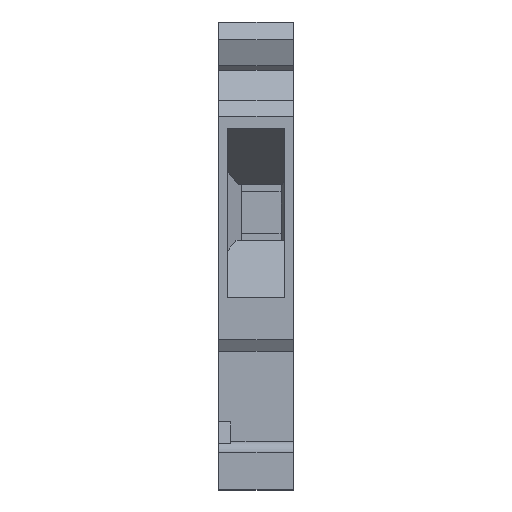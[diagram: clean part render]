
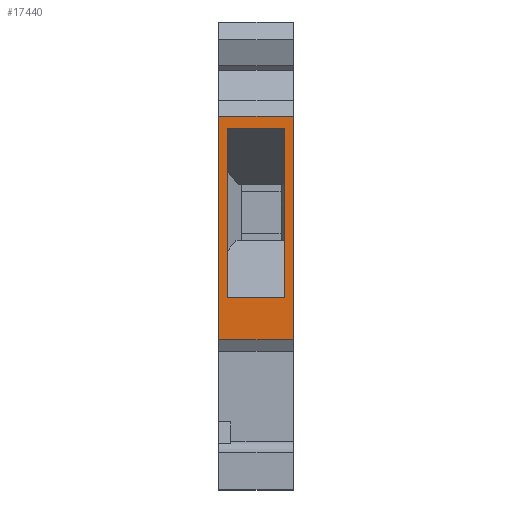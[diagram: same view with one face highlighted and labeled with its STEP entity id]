
A CAD part, front view. The second image highlights one B-rep face of the part: STEP entity #17440.
In plain terms, the highlighted face is planar.
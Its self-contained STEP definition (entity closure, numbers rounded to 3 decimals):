
#1660=CARTESIAN_POINT('',(-26.362,-25.354,-8.9
));
#1670=VERTEX_POINT('',#1660);
#1700=CARTESIAN_POINT('',(-26.362,-14.678,-8.9
));
#1710=DIRECTION('',(0.,1.,0.));
#1720=VECTOR('',#1710,1.);
#1730=LINE('',#1700,#1720);
#1740=CARTESIAN_POINT('',(-26.362,-6.792,-8.9
));
#1750=VERTEX_POINT('',#1740);
#1760=EDGE_CURVE('',#1670,#1750,#1730,.T.);
#10310=CARTESIAN_POINT('',(-26.362,-6.792,-15.05));
#10320=VERTEX_POINT('',#10310);
#10350=CARTESIAN_POINT('',(-26.362,-14.678,-15.05));
#10360=DIRECTION('',(0.,1.,0.));
#10370=VECTOR('',#10360,1.);
#10380=LINE('',#10350,#10370);
#10390=CARTESIAN_POINT('',(-26.362,-25.354,-15.05));
#10400=VERTEX_POINT('',#10390);
#10410=EDGE_CURVE('',#10400,#10320,#10380,.T.);
#16890=CARTESIAN_POINT('',(-26.362,-7.207,-15.05));
#16900=DIRECTION('',(1.,0.,0.));
#16910=DIRECTION('',(0.,1.,0.));
#16920=AXIS2_PLACEMENT_3D('',#16890,#16900,#16910);
#16930=PLANE('',#16920);
#16940=ORIENTED_EDGE('',*,*,#10410,.F.);
#16950=CARTESIAN_POINT('',(-26.362,-6.792,-15.05));
#16960=DIRECTION('',(0.,0.,-1.));
#16970=VECTOR('',#16960,1.);
#16980=LINE('',#16950,#16970);
#16990=EDGE_CURVE('',#1750,#10320,#16980,.T.);
#17000=ORIENTED_EDGE('',*,*,#16990,.T.);
#17010=ORIENTED_EDGE('',*,*,#1760,.T.);
#17020=CARTESIAN_POINT('',(-26.362,-25.354,-15.05));
#17030=DIRECTION('',(0.,0.,-1.));
#17040=VECTOR('',#17030,1.);
#17050=LINE('',#17020,#17040);
#17060=EDGE_CURVE('',#1670,#10400,#17050,.T.);
#17070=ORIENTED_EDGE('',*,*,#17060,.F.);
#17080=EDGE_LOOP('',(#17070,#17010,#17000,#16940));
#17090=FACE_OUTER_BOUND('',#17080,.T.);
#17100=CARTESIAN_POINT('',(-26.362,-7.792,-15.05));
#17110=DIRECTION('',(0.,0.,-1.));
#17120=VECTOR('',#17110,1.);
#17130=LINE('',#17100,#17120);
#17140=CARTESIAN_POINT('',(-26.362,-7.792,
-9.6));
#17150=VERTEX_POINT('',#17140);
#17160=CARTESIAN_POINT('',(-26.362,-7.792,-14.35));
#17170=VERTEX_POINT('',#17160);
#17180=EDGE_CURVE('',#17150,#17170,#17130,.T.);
#17190=ORIENTED_EDGE('',*,*,#17180,.F.);
#17200=CARTESIAN_POINT('',(-26.362,-31.103,-14.35));
#17210=DIRECTION('',(0.,-1.,0.));
#17220=VECTOR('',#17210,1.);
#17230=LINE('',#17200,#17220);
#17240=CARTESIAN_POINT('',(-26.362,-21.792,-14.35));
#17250=VERTEX_POINT('',#17240);
#17260=EDGE_CURVE('',#17170,#17250,#17230,.T.);
#17270=ORIENTED_EDGE('',*,*,#17260,.F.);
#17280=CARTESIAN_POINT('',(-26.362,-21.792,-15.05));
#17290=DIRECTION('',(0.,0.,-1.));
#17300=VECTOR('',#17290,1.);
#17310=LINE('',#17280,#17300);
#17320=CARTESIAN_POINT('',(-26.362,-21.792,
-9.6));
#17330=VERTEX_POINT('',#17320);
#17340=EDGE_CURVE('',#17330,#17250,#17310,.T.);
#17350=ORIENTED_EDGE('',*,*,#17340,.T.);
#17360=CARTESIAN_POINT('',(-26.362,-31.103,
-9.6));
#17370=DIRECTION('',(0.,1.,0.));
#17380=VECTOR('',#17370,1.);
#17390=LINE('',#17360,#17380);
#17400=EDGE_CURVE('',#17330,#17150,#17390,.T.);
#17410=ORIENTED_EDGE('',*,*,#17400,.F.);
#17420=EDGE_LOOP('',(#17410,#17350,#17270,#17190));
#17430=FACE_BOUND('',#17420,.T.);
#17440=ADVANCED_FACE('',(#17090,#17430),#16930,.F.);
